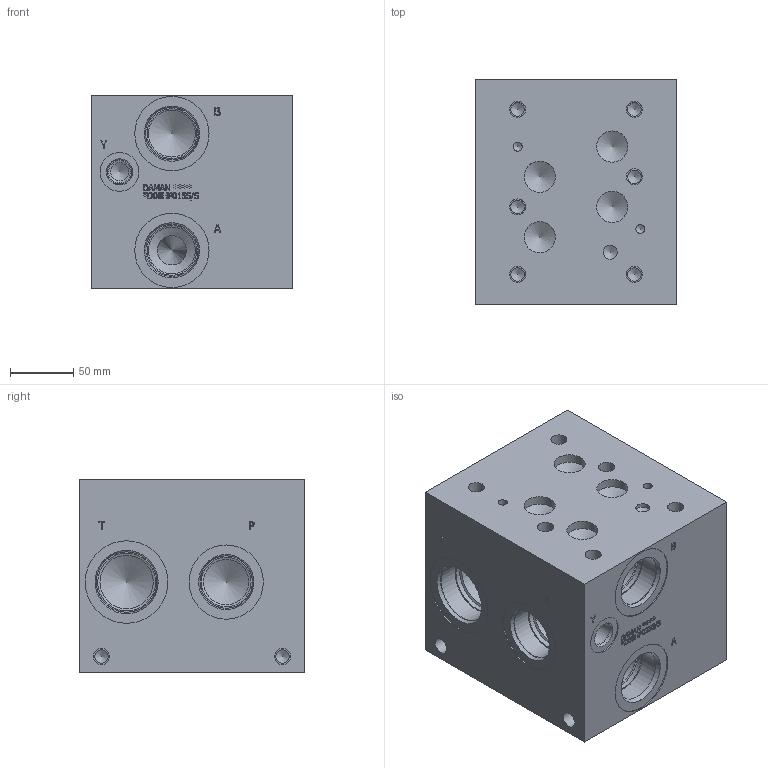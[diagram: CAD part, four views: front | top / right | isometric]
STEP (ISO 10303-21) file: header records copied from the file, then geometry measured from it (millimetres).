
FILE_DESCRIPTION(/* description */ (''),/* implementation_level */ '2;1');
FILE_NAME(/* name */ '_D08HP015S_S.stp',/* time_stamp */ '2022-10-17T15:18:46-04:00',/* author */ ('bobbyh'),/* organization */ (''),/* preprocessor_version */ 'ST-DEVELOPER v18',/* originating_system */ 'Autodesk Inventor 2020',/* authorisation */ '');
FILE_SCHEMA (('AUTOMOTIVE_DESIGN { 1 0 10303 214 3 1 1 }'));
Length unit declared in the file: millimetre
Products named in the file (1): Part_AD08HP015S_S_3D
Bounding box: 158.75 x 177.8 x 152.4 mm (x, y, z)
Volume: 3836390.5 mm3; surface area: 213769.1 mm2
Topology: 1 solids, 1 shells, 594 faces, 1616 edges, 1093 vertices
Faces by surface type: plane 335, bspline 143, cylinder 68, cone 48
Full cylindrical faces by diameter (mm): 7.137 x2, 10.719 x10, 11.113 x1, 12.7 x10, 14.275 x1, 17.501 x1, 19.05 x1, 19.253 x1, 24.613 x4, 25.4 x1, 30.632 x1, 31.75 x1, 34.112 x1, 35.712 x2, 35.992 x1, 36.525 x1, 36.906 x2, 39.218 x4, 39.675 x1, 41.275 x2, 41.28 x2, 41.758 x2, 42.062 x2, 43.51 x2, 45.568 x2, 47.625 x2, 48.057 x2, 58.572 x4, 65.126 x2
Entity records: 19858 total; most frequent: CARTESIAN_POINT 5138, ORIENTED_EDGE 3182, DIRECTION 2463, EDGE_CURVE 1591, VERTEX_POINT 1093, LINE 1051, VECTOR 1051, AXIS2_PLACEMENT_3D 706
